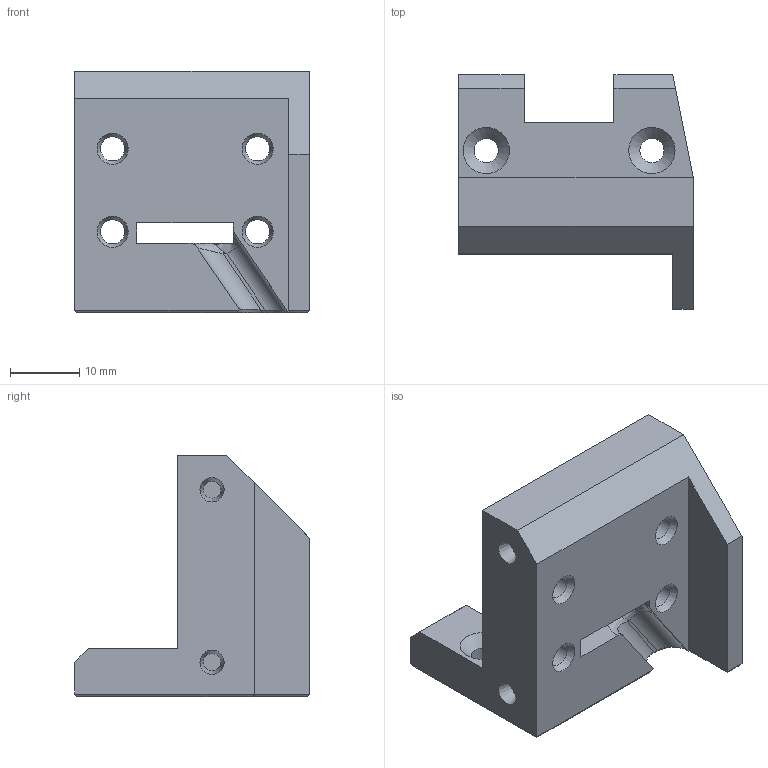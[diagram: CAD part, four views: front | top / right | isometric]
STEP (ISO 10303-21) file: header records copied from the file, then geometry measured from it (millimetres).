
FILE_DESCRIPTION(/* description */ (''),/* implementation_level */ '2;1');
FILE_NAME(/* name */ 'BEDHOLDER_CONNECTOR_V01.step',/* time_stamp */ '2023-01-16T14:56:29+01:00',/* author */ (''),/* organization */ (''),/* preprocessor_version */ 'ST-DEVELOPER v19.2',/* originating_system */ 'Autodesk Translation Framework v11.17.0.187',/* authorisation */ '');
FILE_SCHEMA (('AUTOMOTIVE_DESIGN { 1 0 10303 214 3 1 1 }'));
Length unit declared in the file: millimetre
Products named in the file (1): BEDHOLDER_CONNECTOR_V01_PR
Bounding box: 34 x 34 x 35 mm (x, y, z)
Volume: 14399.8 mm3; surface area: 6280.6 mm2
Topology: 1 solids, 1 shells, 89 faces, 239 edges, 150 vertices
Faces by surface type: plane 46, cylinder 20, cone 17, bspline 6
Full cylindrical faces by diameter (mm): 2.5 x2, 3.5 x6, 5.035 x1
Entity records: 3329 total; most frequent: CARTESIAN_POINT 1041, ORIENTED_EDGE 478, DIRECTION 454, EDGE_CURVE 239, LINE 154, VECTOR 154, VERTEX_POINT 150, AXIS2_PLACEMENT_3D 150
